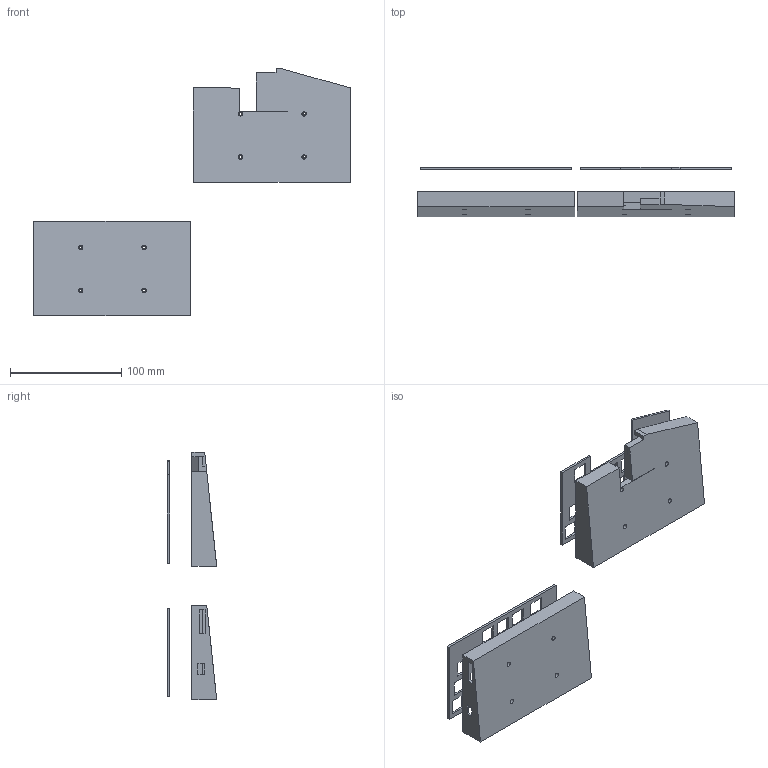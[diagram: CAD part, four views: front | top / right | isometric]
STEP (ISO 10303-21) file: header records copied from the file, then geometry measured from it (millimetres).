
FILE_DESCRIPTION(/* description */ ('','CAx-IF Rec.Pracs.---Representation and Presentation of Product Manufacturing Information (PMI)---4.0---2014-10-13'),/* implementation_level */ '2;1');
FILE_NAME(/* name */ 'cool942tb_case_design v17.step',/* time_stamp */ '2025-01-23T09:41:55+09:00',/* author */ (''),/* organization */ (''),/* preprocessor_version */ 'ST-DEVELOPER v20',/* originating_system */ 'Autodesk Translation Framework v13.20.0.188',/* authorisation */ '');
FILE_SCHEMA (('AP242_MANAGED_MODEL_BASED_3D_ENGINEERING_MIM_LF { 1 0 10303 442 1 1 4 }'));
Length unit declared in the file: millimetre
Products named in the file (1): cool942tb_case_design
Bounding box: 285.38 x 44.42 x 222.7 mm (x, y, z)
Volume: 207476.7 mm3; surface area: 110179.8 mm2
Topology: 4 solids, 4 shells, 298 faces, 841 edges, 560 vertices
Faces by surface type: plane 272, cylinder 26
Full cylindrical faces by diameter (mm): 2.2 x8, 2.396 x2, 2.397 x2, 2.398 x2, 2.399 x2, 3.5 x2, 4 x8
Entity records: 9759 total; most frequent: CARTESIAN_POINT 1700, ORIENTED_EDGE 1682, DIRECTION 1491, EDGE_CURVE 841, LINE 789, VECTOR 789, VERTEX_POINT 560, EDGE_LOOP 431
